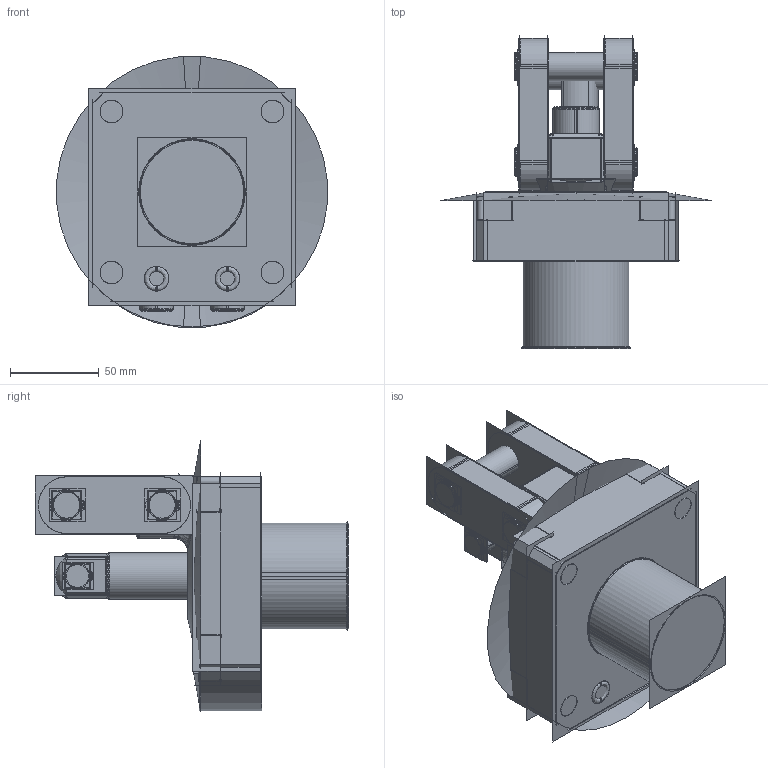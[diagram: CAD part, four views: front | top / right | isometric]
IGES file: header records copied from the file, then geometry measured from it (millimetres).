
Start section:  PTC IGES file: ilcmv41623200.igs
Global section: file name: ilcmv41623200.igs; native system: Creo Parametric by Parametric Technology Corporation; preprocessor: 2013320; author: ngp; organization: Unknown; date: 20181106.144805; units: millimetre
Bounding box: 152.89 x 177.09 x 153.15 mm (x, y, z)
Surface area: 284195 mm2 (no closed solid volume)
Topology: 0 solids, 0 shells, 814 faces, 10116 edges, 12396 vertices
Faces by surface type: revolution 522, bspline 292
